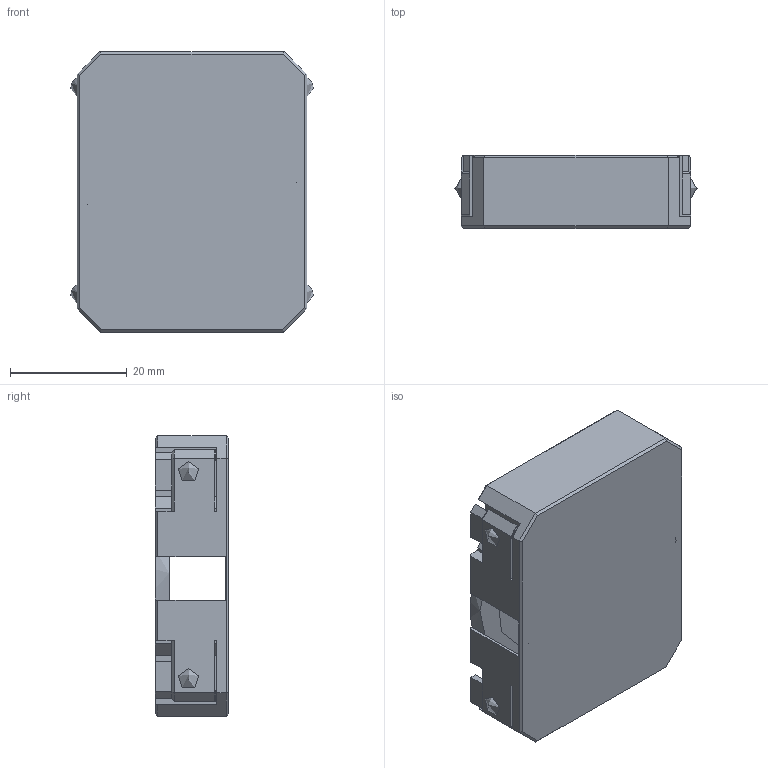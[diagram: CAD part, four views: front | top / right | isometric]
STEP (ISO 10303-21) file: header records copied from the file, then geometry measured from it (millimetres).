
FILE_DESCRIPTION(/* description */ (''),/* implementation_level */ '2;1');
FILE_NAME(/* name */ 'Knomi2.step',/* time_stamp */ '2024-05-01T18:28:42+10:00',/* author */ (''),/* organization */ (''),/* preprocessor_version */ 'ST-DEVELOPER v20',/* originating_system */ 'Autodesk Translation Framework v12.20.1.177',/* authorisation */ '');
FILE_SCHEMA (('AUTOMOTIVE_DESIGN { 1 0 10303 214 3 1 1 }'));
Length unit declared in the file: millimetre
Products named in the file (3): Knomi2 (1); Ring (2); Frame (1)
Assembly tree (2 placements, depth 2):
  Knomi2 (1)
    Ring (2)
    Frame (1)
Bounding box: 41.54 x 12.5 x 48 mm (x, y, z)
Volume: 1740.9 mm3
Topology: 5 solids, 10 shells, 374 faces, 1028 edges, 668 vertices
Faces by surface type: plane 264, cylinder 52, bspline 37, torus 9, cone 8, sphere 4
Full cylindrical faces by diameter (mm): 1.7 x2, 2 x2, 2.1 x2, 3.7 x2
Entity records: 15327 total; most frequent: CARTESIAN_POINT 6018, ORIENTED_EDGE 2034, DIRECTION 1747, EDGE_CURVE 1017, LINE 699, VECTOR 699, VERTEX_POINT 662, AXIS2_PLACEMENT_3D 524
